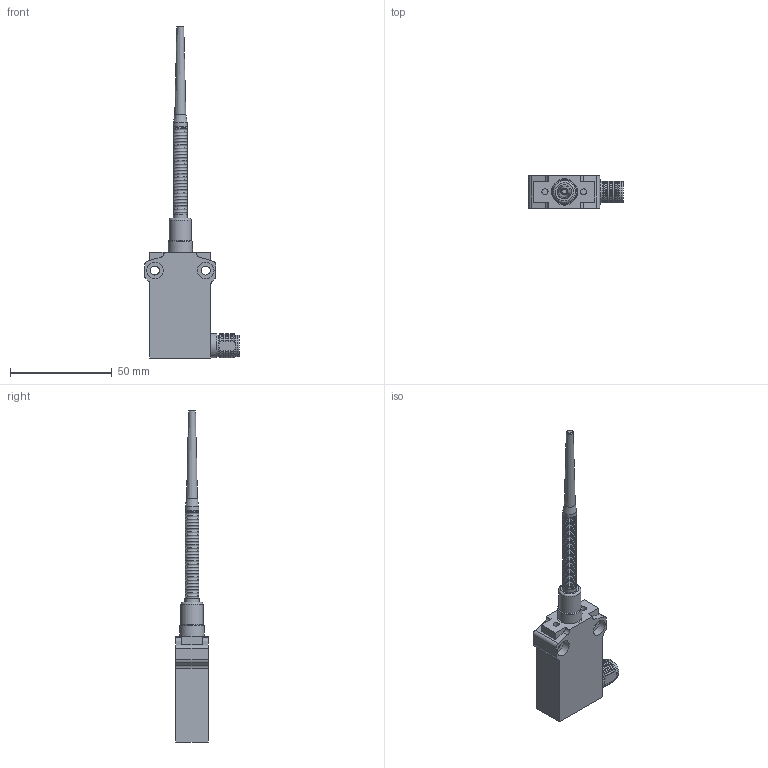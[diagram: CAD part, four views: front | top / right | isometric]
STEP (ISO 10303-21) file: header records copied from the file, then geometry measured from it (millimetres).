
FILE_DESCRIPTION (( 'STEP AP214' ), '1' );
FILE_NAME ('AEM2G9201Z11MR.STEP', '2020-05-21T15:15:01', ( '' ), ( '' ), 'SwSTEP 2.0', 'SolidWorks 2019', '' );
FILE_SCHEMA (( 'AUTOMOTIVE_DESIGN' ));
Length unit declared in the file: inch
Products named in the file (1): AEM2G9201Z11MR
Bounding box: 46.5 x 16 x 163.2 mm (x, y, z)
Volume: 29831 mm3; surface area: 10767.8 mm2
Topology: 5 solids, 5 shells, 202 faces, 472 edges, 290 vertices
Faces by surface type: torus 62, plane 54, cylinder 48, cone 36, bspline 2
Full cylindrical faces by diameter (mm): 3 x2, 4.4 x2, 6.8 x1, 7 x1, 8.2 x4, 10.3 x1, 10.6 x2, 11 x1, 12 x2
Entity records: 8105 total; most frequent: CARTESIAN_POINT 1134, DIRECTION 902, ORIENTED_EDGE 768, EDGE_CURVE 384, AXIS2_PLACEMENT_3D 384, EDGE_LOOP 300, VERTEX_POINT 286, FACE_OUTER_BOUND 282
